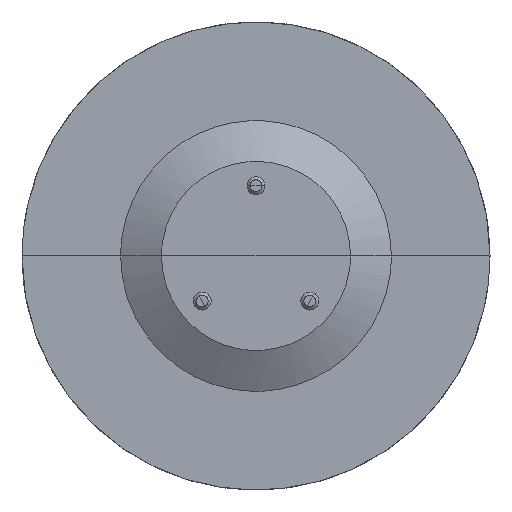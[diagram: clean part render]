
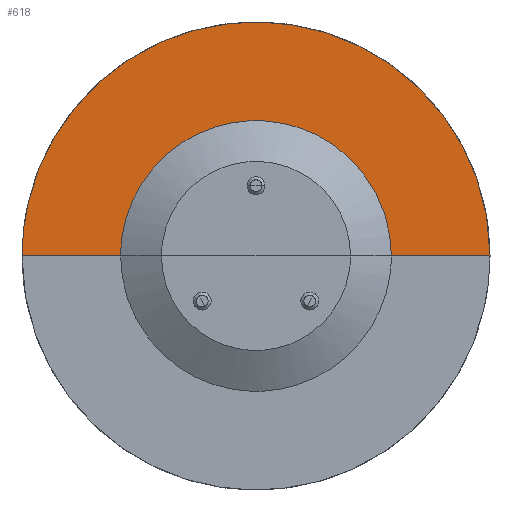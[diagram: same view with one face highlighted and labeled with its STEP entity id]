
A CAD part, top view. The second image highlights one B-rep face of the part: STEP entity #618.
In plain terms, the highlighted free-form (B-spline) face has degree [1, 2] with [2, 5] control points.
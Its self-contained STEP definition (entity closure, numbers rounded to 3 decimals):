
#106=(
BOUNDED_SURFACE()
B_SPLINE_SURFACE(1,2,((#31133,#31134,#31135,#31136,#31137),(#31138,#31139,
#31140,#31141,#31142)),.UNSPECIFIED.,.F.,.F.,.F.)
B_SPLINE_SURFACE_WITH_KNOTS((2,2),(3,2,3),(0.,208.722),(0.,700.,
1400.),.UNSPECIFIED.)
GEOMETRIC_REPRESENTATION_ITEM()
RATIONAL_B_SPLINE_SURFACE(((1.,0.707,1.,0.707,1.),
(1.,0.707,1.,0.707,1.)))
REPRESENTATION_ITEM($)
SURFACE()
);
#281=(
BOUNDED_CURVE()
B_SPLINE_CURVE(1,(#30870,#30871),.UNSPECIFIED.,.F.,.F.)
B_SPLINE_CURVE_WITH_KNOTS((2,2),(0.,208.722),.UNSPECIFIED.)
CURVE()
GEOMETRIC_REPRESENTATION_ITEM()
RATIONAL_B_SPLINE_CURVE((1.,1.))
REPRESENTATION_ITEM($)
);
#283=(
BOUNDED_CURVE()
B_SPLINE_CURVE(1,(#30877,#30878),.UNSPECIFIED.,.F.,.F.)
B_SPLINE_CURVE_WITH_KNOTS((2,2),(-208.722,0.),.UNSPECIFIED.)
CURVE()
GEOMETRIC_REPRESENTATION_ITEM()
RATIONAL_B_SPLINE_CURVE((1.,1.))
REPRESENTATION_ITEM($)
);
#288=(
BOUNDED_CURVE()
B_SPLINE_CURVE(2,(#30893,#30894,#30895,#30896,#30897),.UNSPECIFIED.,.F.,
.F.)
B_SPLINE_CURVE_WITH_KNOTS((3,2,3),(0.,404.823,809.646),
.UNSPECIFIED.)
CURVE()
GEOMETRIC_REPRESENTATION_ITEM()
RATIONAL_B_SPLINE_CURVE((1.,0.707,1.,0.707,1.))
REPRESENTATION_ITEM($)
);
#289=(
BOUNDED_CURVE()
B_SPLINE_CURVE(2,(#30898,#30899,#30900,#30901,#30902),.UNSPECIFIED.,.F.,
.F.)
B_SPLINE_CURVE_WITH_KNOTS((3,2,3),(0.,700.,1400.),.UNSPECIFIED.)
CURVE()
GEOMETRIC_REPRESENTATION_ITEM()
RATIONAL_B_SPLINE_CURVE((1.,0.707,1.,0.707,1.))
REPRESENTATION_ITEM($)
);
#618=ADVANCED_FACE($,(#844),#106,.T.);
#844=FACE_OUTER_BOUND($,#1070,.T.);
#1070=EDGE_LOOP($,(#1977,#1978,#1979,#1980));
#1977=ORIENTED_EDGE($,*,*,#2572,.F.);
#1978=ORIENTED_EDGE($,*,*,#2578,.T.);
#1979=ORIENTED_EDGE($,*,*,#2570,.F.);
#1980=ORIENTED_EDGE($,*,*,#2577,.F.);
#2570=EDGE_CURVE($,#2970,#2972,#281,.T.);
#2572=EDGE_CURVE($,#2973,#2971,#283,.T.);
#2577=EDGE_CURVE($,#2971,#2970,#288,.T.);
#2578=EDGE_CURVE($,#2973,#2972,#289,.T.);
#2970=VERTEX_POINT($,#31174);
#2971=VERTEX_POINT($,#31175);
#2972=VERTEX_POINT($,#31176);
#2973=VERTEX_POINT($,#31177);
#30870=CARTESIAN_POINT($,(-202.412,0.,-39.5));
#30871=CARTESIAN_POINT($,(-350.,0.,-39.5));
#30877=CARTESIAN_POINT($,(350.,0.,-39.5));
#30878=CARTESIAN_POINT($,(202.412,0.,-39.5));
#30893=CARTESIAN_POINT($,(202.412,0.,-39.5));
#30894=CARTESIAN_POINT($,(202.412,202.412,-39.5));
#30895=CARTESIAN_POINT($,(0.,202.412,-39.5));
#30896=CARTESIAN_POINT($,(-202.412,202.412,-39.5));
#30897=CARTESIAN_POINT($,(-202.412,0.,-39.5));
#30898=CARTESIAN_POINT($,(350.,0.,-39.5));
#30899=CARTESIAN_POINT($,(350.,350.,-39.5));
#30900=CARTESIAN_POINT($,(0.,350.,-39.5));
#30901=CARTESIAN_POINT($,(-350.,350.,-39.5));
#30902=CARTESIAN_POINT($,(-350.,0.,-39.5));
#31133=CARTESIAN_POINT($,(202.412,0.,-39.5));
#31134=CARTESIAN_POINT($,(202.412,202.412,-39.5));
#31135=CARTESIAN_POINT($,(0.,202.412,-39.5));
#31136=CARTESIAN_POINT($,(-202.412,202.412,-39.5));
#31137=CARTESIAN_POINT($,(-202.412,0.,-39.5));
#31138=CARTESIAN_POINT($,(350.,0.,-39.5));
#31139=CARTESIAN_POINT($,(350.,350.,-39.5));
#31140=CARTESIAN_POINT($,(0.,350.,-39.5));
#31141=CARTESIAN_POINT($,(-350.,350.,-39.5));
#31142=CARTESIAN_POINT($,(-350.,0.,-39.5));
#31174=CARTESIAN_POINT($,(-202.412,0.,-39.5));
#31175=CARTESIAN_POINT($,(202.412,0.,-39.5));
#31176=CARTESIAN_POINT($,(-350.,0.,-39.5));
#31177=CARTESIAN_POINT($,(350.,0.,-39.5));
